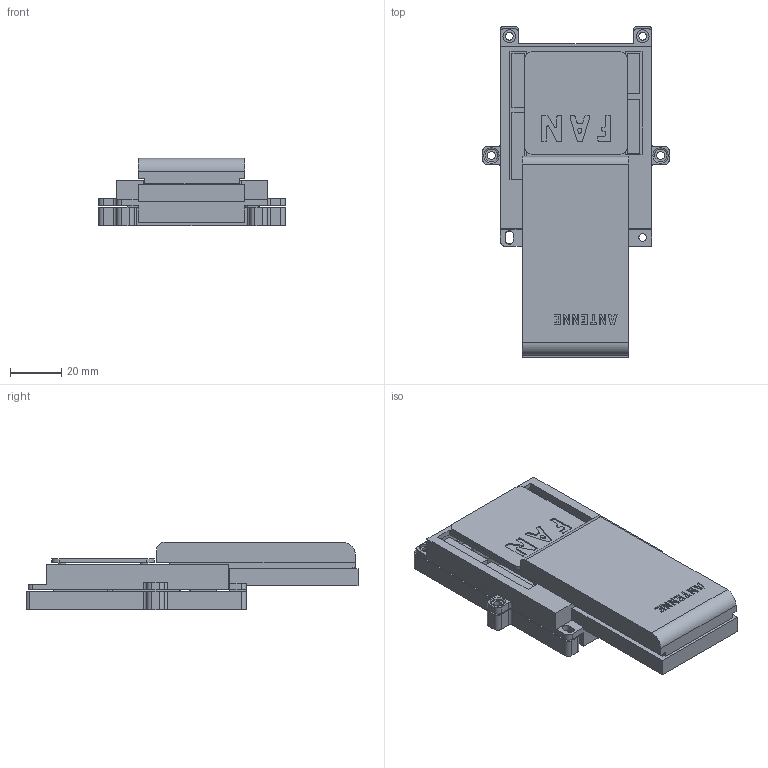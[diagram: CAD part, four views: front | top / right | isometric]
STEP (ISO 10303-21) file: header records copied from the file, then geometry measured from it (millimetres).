
FILE_DESCRIPTION(/* description */ (''),/* implementation_level */ '2;1');
FILE_NAME(/* name */ 'SPI_antenne.step',/* time_stamp */ '2023-02-27T13:39:30+01:00',/* author */ (''),/* organization */ (''),/* preprocessor_version */ 'ST-DEVELOPER v19.2',/* originating_system */ 'Autodesk Translation Framework v11.17.0.187',/* authorisation */ '');
FILE_SCHEMA (('AUTOMOTIVE_DESIGN { 1 0 10303 214 3 1 1 }'));
Length unit declared in the file: millimetre
Products named in the file (1): (Non enregistré)
Bounding box: 73 x 129.5 x 26.25 mm (x, y, z)
Volume: 58672.3 mm3; surface area: 57796.9 mm2
Topology: 7 solids, 7 shells, 565 faces, 1508 edges, 990 vertices
Faces by surface type: plane 382, cylinder 158, torus 17, sphere 8
Full cylindrical faces by diameter (mm): 3 x7, 3.1 x2, 3.2 x4, 5 x10, 5.5 x4, 18 x1
Entity records: 17685 total; most frequent: CARTESIAN_POINT 3084, ORIENTED_EDGE 3016, DIRECTION 2976, EDGE_CURVE 1508, LINE 1164, VECTOR 1164, VERTEX_POINT 990, AXIS2_PLACEMENT_3D 906
